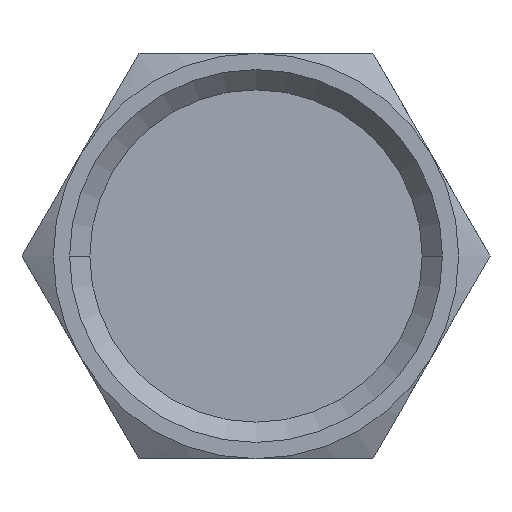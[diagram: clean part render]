
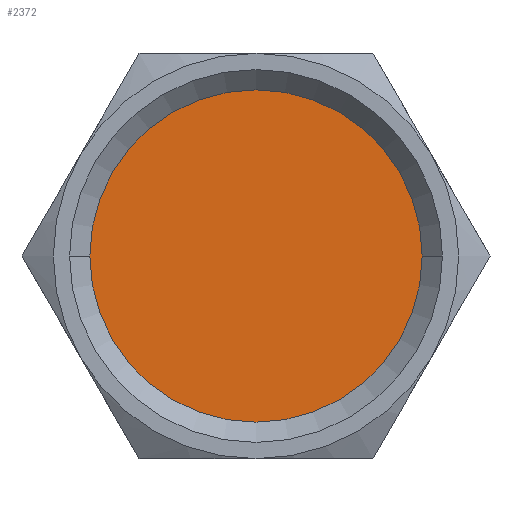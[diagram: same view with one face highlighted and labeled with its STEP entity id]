
A CAD part, front view. The second image highlights one B-rep face of the part: STEP entity #2372.
In plain terms, the highlighted planar face has unit normal (0, -1, 0).
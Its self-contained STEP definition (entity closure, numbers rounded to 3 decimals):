
#65 = PLANE ( 'NONE',  #2176 ) ;
#73 = CARTESIAN_POINT ( 'NONE',  ( 0., 2.473, 0. ) ) ;
#74 = DIRECTION ( 'NONE',  ( 0., 1., 0. ) ) ;
#75 = DIRECTION ( 'NONE',  ( 0., 0., 1. ) ) ;
#614 = EDGE_CURVE ( 'NONE', #1938, #1936, #1990, .T. ) ;
#622 = EDGE_CURVE ( 'NONE', #1936, #1938, #2001, .T. ) ;
#710 = AXIS2_PLACEMENT_3D ( 'NONE', #1412, #1413, #1411 ) ;
#714 = AXIS2_PLACEMENT_3D ( 'NONE', #1339, #1330, #1315 ) ;
#1098 = EDGE_LOOP ( 'NONE', ( #2420, #2419 ) ) ;
#1158 = FACE_OUTER_BOUND ( 'NONE', #1098, .T. ) ;
#1315 = DIRECTION ( 'NONE',  ( 0., 0., 1. ) ) ;
#1330 = DIRECTION ( 'NONE',  ( 0., 1., 0. ) ) ;
#1339 = CARTESIAN_POINT ( 'NONE',  ( 0., 2.473, 0. ) ) ;
#1411 = DIRECTION ( 'NONE',  ( 0., 0., 1. ) ) ;
#1412 = CARTESIAN_POINT ( 'NONE',  ( 0., 2.473, 0. ) ) ;
#1413 = DIRECTION ( 'NONE',  ( 0., 1., 0. ) ) ;
#1659 = CARTESIAN_POINT ( 'NONE',  ( -12.3, 2.473, 0. ) ) ;
#1660 = CARTESIAN_POINT ( 'NONE',  ( 12.3, 2.473, 0. ) ) ;
#1936 = VERTEX_POINT ( 'NONE', #1659 ) ;
#1938 = VERTEX_POINT ( 'NONE', #1660 ) ;
#1990 = CIRCLE ( 'NONE', #710, 12.3 ) ;
#2001 = CIRCLE ( 'NONE', #714, 12.3 ) ;
#2176 = AXIS2_PLACEMENT_3D ( 'NONE', #73, #74, #75 ) ;
#2372 = ADVANCED_FACE ( 'NONE', ( #1158 ), #65, .F. ) ;
#2419 = ORIENTED_EDGE ( 'NONE', *, *, #622, .F. ) ;
#2420 = ORIENTED_EDGE ( 'NONE', *, *, #614, .F. ) ;
